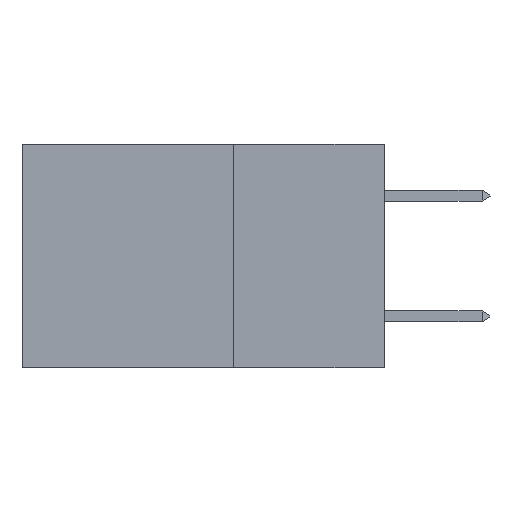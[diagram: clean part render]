
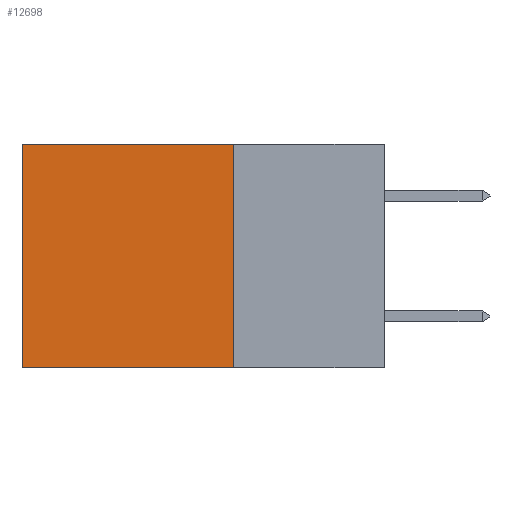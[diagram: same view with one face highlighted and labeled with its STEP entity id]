
A CAD part, left-side view. The second image highlights one B-rep face of the part: STEP entity #12698.
In plain terms, the highlighted planar face has unit normal (-1, 0, 0).
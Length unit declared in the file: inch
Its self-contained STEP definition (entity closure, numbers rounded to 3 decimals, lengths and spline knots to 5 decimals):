
#926 = CARTESIAN_POINT ( 'NONE',  ( 0.2875, 0.25, -0.37 ) ) ;
#1690 = EDGE_CURVE ( 'NONE', #3202, #13376, #7025, .T. ) ;
#2059 = DIRECTION ( 'NONE',  ( 1., 0., 0. ) ) ;
#2313 = EDGE_CURVE ( 'NONE', #19862, #3202, #15201, .T. ) ;
#2478 = LINE ( 'NONE', #16565, #3644 ) ;
#2630 = VECTOR ( 'NONE', #8788, 39.37008 ) ;
#3202 = VERTEX_POINT ( 'NONE', #10855 ) ;
#3419 = FACE_OUTER_BOUND ( 'NONE', #7726, .T. ) ;
#3614 = DIRECTION ( 'NONE',  ( 0., 0., -1. ) ) ;
#3644 = VECTOR ( 'NONE', #10124, 39.37008 ) ;
#4309 = CARTESIAN_POINT ( 'NONE',  ( 0.2875, 0.25, 0. ) ) ;
#4864 = CARTESIAN_POINT ( 'NONE',  ( 0.2875, 0.25, 0. ) ) ;
#5412 = CARTESIAN_POINT ( 'NONE',  ( 0.2875, 0.6, -0.37 ) ) ;
#5791 = VECTOR ( 'NONE', #8054, 39.37008 ) ;
#5976 = EDGE_CURVE ( 'NONE', #6916, #13376, #13044, .T. ) ;
#6680 = ORIENTED_EDGE ( 'NONE', *, *, #2313, .F. ) ;
#6916 = VERTEX_POINT ( 'NONE', #14924 ) ;
#7025 = LINE ( 'NONE', #926, #2630 ) ;
#7616 = DIRECTION ( 'NONE',  ( 0., 0., -1. ) ) ;
#7726 = EDGE_LOOP ( 'NONE', ( #16860, #12577, #6680, #19188 ) ) ;
#8054 = DIRECTION ( 'NONE',  ( 0., 0., -1. ) ) ;
#8788 = DIRECTION ( 'NONE',  ( 0., 1., 0. ) ) ;
#10124 = DIRECTION ( 'NONE',  ( 0., 1., 0. ) ) ;
#10855 = CARTESIAN_POINT ( 'NONE',  ( 0.2875, 0.25, -0.37 ) ) ;
#12577 = ORIENTED_EDGE ( 'NONE', *, *, #1690, .F. ) ;
#12698 = ADVANCED_FACE ( 'NONE', ( #3419 ), #17716, .F. ) ;
#13044 = LINE ( 'NONE', #19390, #5791 ) ;
#13376 = VERTEX_POINT ( 'NONE', #5412 ) ;
#14909 = AXIS2_PLACEMENT_3D ( 'NONE', #4864, #2059, #3614 ) ;
#14924 = CARTESIAN_POINT ( 'NONE',  ( 0.2875, 0.6, 0. ) ) ;
#15201 = LINE ( 'NONE', #4309, #17191 ) ;
#15621 = EDGE_CURVE ( 'NONE', #19862, #6916, #2478, .T. ) ;
#16565 = CARTESIAN_POINT ( 'NONE',  ( 0.2875, 0.25, 0. ) ) ;
#16696 = CARTESIAN_POINT ( 'NONE',  ( 0.2875, 0.25, 0. ) ) ;
#16860 = ORIENTED_EDGE ( 'NONE', *, *, #5976, .T. ) ;
#17191 = VECTOR ( 'NONE', #7616, 39.37008 ) ;
#17716 = PLANE ( 'NONE',  #14909 ) ;
#19188 = ORIENTED_EDGE ( 'NONE', *, *, #15621, .T. ) ;
#19390 = CARTESIAN_POINT ( 'NONE',  ( 0.2875, 0.6, 0. ) ) ;
#19862 = VERTEX_POINT ( 'NONE', #16696 ) ;
